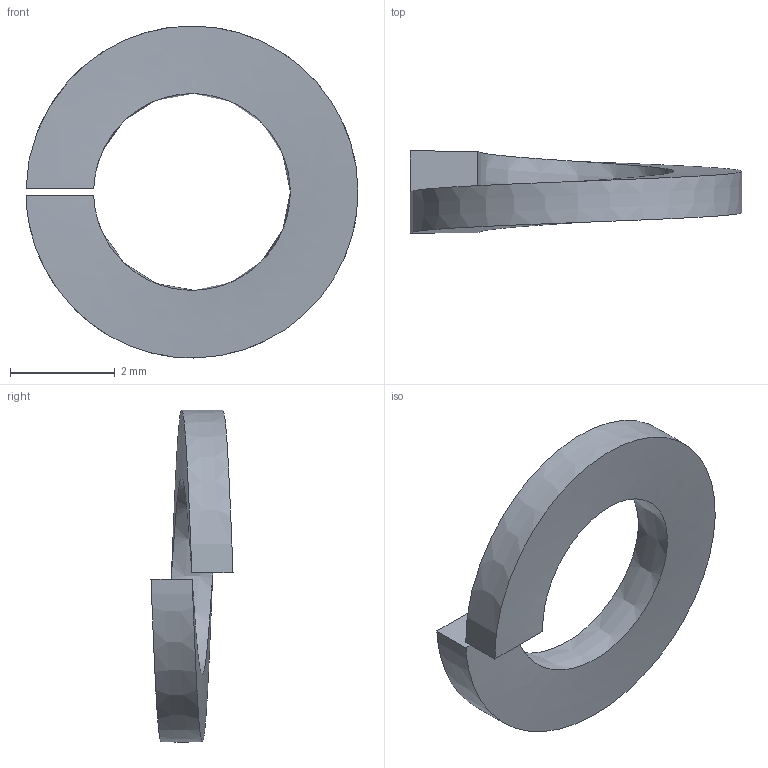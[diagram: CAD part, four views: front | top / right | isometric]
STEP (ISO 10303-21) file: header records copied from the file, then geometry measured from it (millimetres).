
FILE_DESCRIPTION(/* description */ (''),/* implementation_level */ '2;1');
FILE_NAME(/* name */ 'Tetrix_739063_Lock_Washer.ipt.stp',/* time_stamp */ '2014-12-18T17:46:00-08:00',/* author */ ('Autodesk Inc.'),/* organization */ ('Autodesk Inc.'),/* preprocessor_version */ 'ST-DEVELOPER v15.6',/* originating_system */ 'Autodesk Inventor 2015',/* authorisation */ '');
FILE_SCHEMA (('AUTOMOTIVE_DESIGN { 1 0 10303 214 3 1 1 }'));
Length unit declared in the file: millimetre
Products named in the file (1): Tetrix_739063_Lock_Washer
Bounding box: 6.35 x 1.57 x 6.35 mm (x, y, z)
Volume: 16.1 mm3; surface area: 67.7 mm2
Topology: 1 solids, 1 shells, 6 faces, 12 edges, 8 vertices
Faces by surface type: bspline 4, plane 2
Entity records: 1145 total; most frequent: CARTESIAN_POINT 1007, ORIENTED_EDGE 24, EDGE_CURVE 12, DIRECTION 10, B_SPLINE_CURVE_WITH_KNOTS 8, VERTEX_POINT 8, STYLED_ITEM 7, FACE_OUTER_BOUND 6
